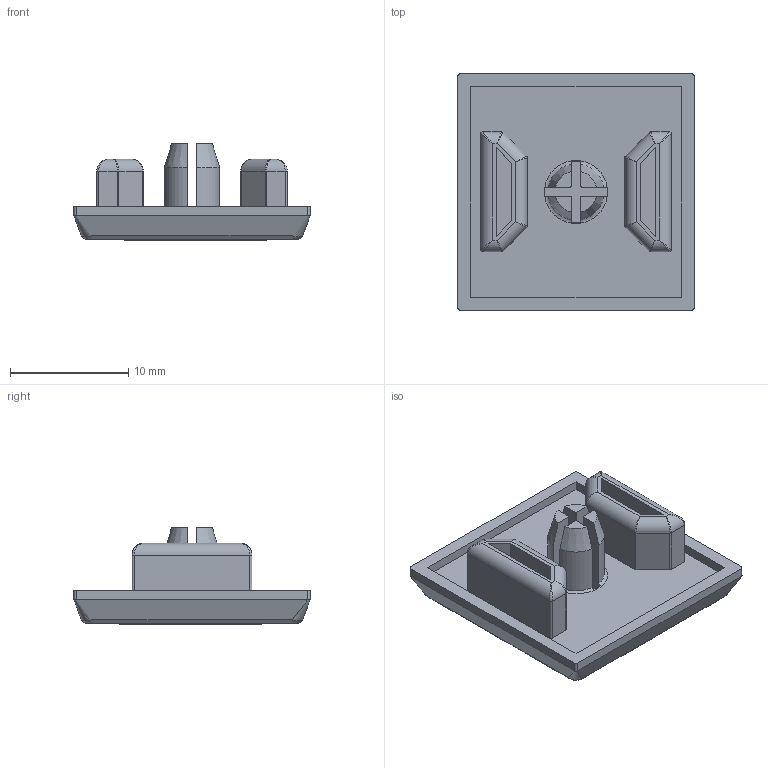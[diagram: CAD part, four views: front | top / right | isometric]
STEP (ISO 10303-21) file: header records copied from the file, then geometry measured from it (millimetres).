
FILE_DESCRIPTION (( 'STEP AP214' ), '1' );
FILE_NAME ('2020 Endcap.step', '2018-06-21T12:57:27', ( 'User' ), ( 'china' ), 'SwSTEP 2.0', 'SolidWorks 2016', '' );
FILE_SCHEMA (( 'AUTOMOTIVE_DESIGN' ));
Length unit declared in the file: millimetre
Products named in the file (1): 2020 Endcap
Bounding box: 20 x 20 x 8.15 mm (x, y, z)
Volume: 1102 mm3; surface area: 1602.4 mm2
Topology: 1 solids, 1 shells, 254 faces, 670 edges, 426 vertices
Faces by surface type: plane 113, bspline 98, cylinder 36, cone 4, torus 3
Entity records: 10952 total; most frequent: CARTESIAN_POINT 5632, ORIENTED_EDGE 1316, DIRECTION 708, EDGE_CURVE 658, VERTEX_POINT 426, B_SPLINE_CURVE_WITH_KNOTS 293, LINE 288, VECTOR 288
